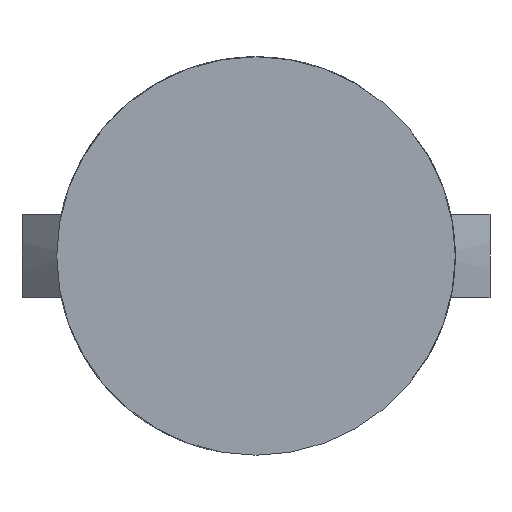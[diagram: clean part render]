
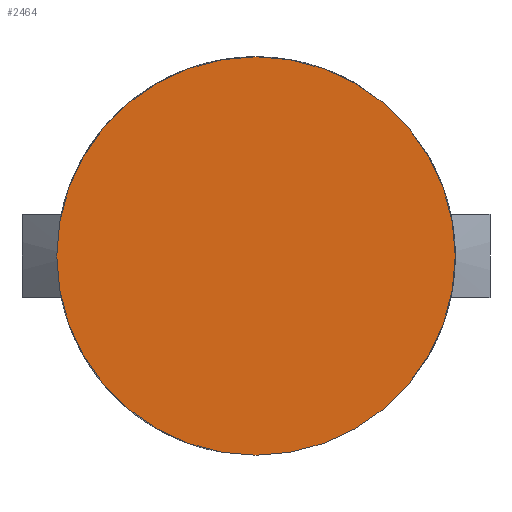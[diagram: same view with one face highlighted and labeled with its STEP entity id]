
A CAD part, front view. The second image highlights one B-rep face of the part: STEP entity #2464.
In plain terms, the highlighted planar face has unit normal (0, -1, 0).
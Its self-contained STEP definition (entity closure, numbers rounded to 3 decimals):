
#268 = DIRECTION ( 'NONE',  ( 0., -1., 0. ) ) ;
#313 = DIRECTION ( 'NONE',  ( 0., 0., -1. ) ) ;
#478 = CIRCLE ( 'NONE', #1368, 9.5 ) ;
#487 = EDGE_CURVE ( 'NONE', #1797, #627, #1832, .T. ) ;
#627 = VERTEX_POINT ( 'NONE', #1390 ) ;
#653 = FACE_OUTER_BOUND ( 'NONE', #1061, .T. ) ;
#671 = CARTESIAN_POINT ( 'NONE',  ( 0., -2., -9.5 ) ) ;
#751 = AXIS2_PLACEMENT_3D ( 'NONE', #1277, #1468, #313 ) ;
#928 = DIRECTION ( 'NONE',  ( 0., -1., 0. ) ) ;
#1061 = EDGE_LOOP ( 'NONE', ( #1507, #2193 ) ) ;
#1199 = PLANE ( 'NONE',  #751 ) ;
#1277 = CARTESIAN_POINT ( 'NONE',  ( 0., -2., 0. ) ) ;
#1298 = EDGE_CURVE ( 'NONE', #627, #1797, #478, .T. ) ;
#1368 = AXIS2_PLACEMENT_3D ( 'NONE', #1425, #268, #1614 ) ;
#1390 = CARTESIAN_POINT ( 'NONE',  ( 0., -2., 9.5 ) ) ;
#1425 = CARTESIAN_POINT ( 'NONE',  ( 0., -2., 0. ) ) ;
#1468 = DIRECTION ( 'NONE',  ( 0., -1., 0. ) ) ;
#1507 = ORIENTED_EDGE ( 'NONE', *, *, #487, .T. ) ;
#1614 = DIRECTION ( 'NONE',  ( 0., 0., -1. ) ) ;
#1797 = VERTEX_POINT ( 'NONE', #671 ) ;
#1832 = CIRCLE ( 'NONE', #1906, 9.5 ) ;
#1906 = AXIS2_PLACEMENT_3D ( 'NONE', #2064, #928, #2256 ) ;
#2064 = CARTESIAN_POINT ( 'NONE',  ( 0., -2., 0. ) ) ;
#2193 = ORIENTED_EDGE ( 'NONE', *, *, #1298, .T. ) ;
#2256 = DIRECTION ( 'NONE',  ( 0., 0., -1. ) ) ;
#2464 = ADVANCED_FACE ( 'NONE', ( #653 ), #1199, .T. ) ;
